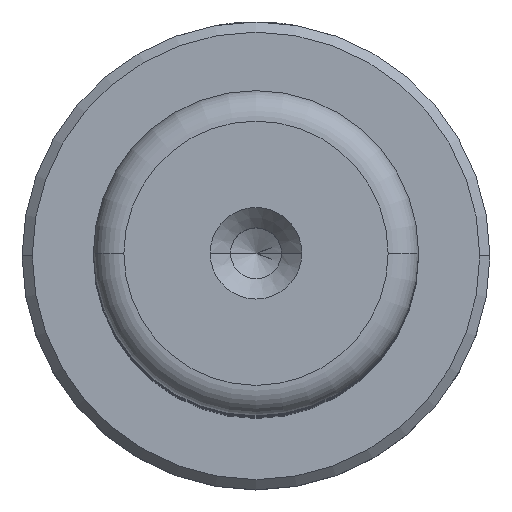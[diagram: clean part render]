
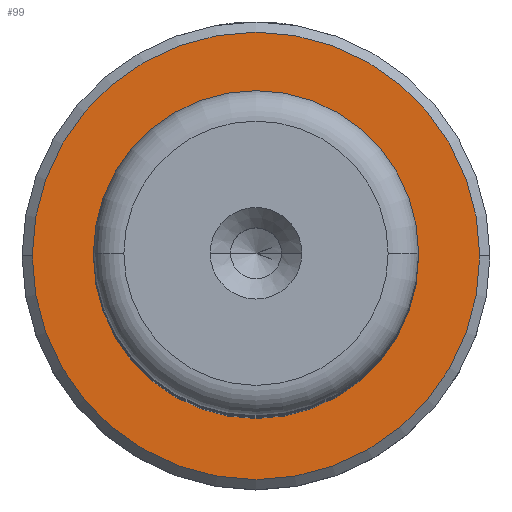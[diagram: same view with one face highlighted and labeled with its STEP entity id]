
A CAD part, top view. The second image highlights one B-rep face of the part: STEP entity #99.
In plain terms, the highlighted planar face has unit normal (0, 0, 1).
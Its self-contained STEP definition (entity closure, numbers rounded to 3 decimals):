
#41 = CARTESIAN_POINT ( 'NONE',  ( -11., 0., 15. ) ) ;
#99 = ADVANCED_FACE ( 'NONE', ( #1394, #151 ), #2556, .T. ) ;
#135 = DIRECTION ( 'NONE',  ( 0., 0., -1. ) ) ;
#137 = VERTEX_POINT ( 'NONE', #720 ) ;
#149 = EDGE_LOOP ( 'NONE', ( #2944, #1751 ) ) ;
#151 = FACE_BOUND ( 'NONE', #2537, .T. ) ;
#194 = CARTESIAN_POINT ( 'NONE',  ( 0., 0., 15. ) ) ;
#426 = DIRECTION ( 'NONE',  ( -1., 0., 0. ) ) ;
#498 = AXIS2_PLACEMENT_3D ( 'NONE', #194, #1836, #426 ) ;
#509 = CIRCLE ( 'NONE', #1538, 7.495 ) ;
#697 = CARTESIAN_POINT ( 'NONE',  ( 0., 0., 15. ) ) ;
#720 = CARTESIAN_POINT ( 'NONE',  ( 7.495, 0., 15. ) ) ;
#731 = EDGE_CURVE ( 'NONE', #137, #1173, #2755, .T. ) ;
#747 = ORIENTED_EDGE ( 'NONE', *, *, #731, .T. ) ;
#762 = EDGE_CURVE ( 'NONE', #1011, #2719, #1111, .T. ) ;
#849 = CIRCLE ( 'NONE', #2969, 11. ) ;
#864 = CARTESIAN_POINT ( 'NONE',  ( 11., 0., 15. ) ) ;
#934 = DIRECTION ( 'NONE',  ( 1., 0., 0. ) ) ;
#980 = EDGE_CURVE ( 'NONE', #1173, #137, #509, .T. ) ;
#1011 = VERTEX_POINT ( 'NONE', #864 ) ;
#1111 = CIRCLE ( 'NONE', #1594, 11. ) ;
#1173 = VERTEX_POINT ( 'NONE', #1482 ) ;
#1176 = CARTESIAN_POINT ( 'NONE',  ( 0., 0., 15. ) ) ;
#1394 = FACE_OUTER_BOUND ( 'NONE', #149, .T. ) ;
#1404 = CARTESIAN_POINT ( 'NONE',  ( 0., 0., 15. ) ) ;
#1419 = ORIENTED_EDGE ( 'NONE', *, *, #980, .T. ) ;
#1482 = CARTESIAN_POINT ( 'NONE',  ( -7.495, 0., 15. ) ) ;
#1538 = AXIS2_PLACEMENT_3D ( 'NONE', #1539, #135, #1778 ) ;
#1539 = CARTESIAN_POINT ( 'NONE',  ( 0., 0., 15. ) ) ;
#1594 = AXIS2_PLACEMENT_3D ( 'NONE', #697, #2308, #934 ) ;
#1630 = DIRECTION ( 'NONE',  ( 1., 0., 0. ) ) ;
#1642 = DIRECTION ( 'NONE',  ( 1., 0., 0. ) ) ;
#1751 = ORIENTED_EDGE ( 'NONE', *, *, #762, .T. ) ;
#1778 = DIRECTION ( 'NONE',  ( -1., 0., 0. ) ) ;
#1836 = DIRECTION ( 'NONE',  ( 0., 0., -1. ) ) ;
#2033 = EDGE_CURVE ( 'NONE', #2719, #1011, #849, .T. ) ;
#2280 = AXIS2_PLACEMENT_3D ( 'NONE', #1176, #2994, #1630 ) ;
#2308 = DIRECTION ( 'NONE',  ( 0., 0., 1. ) ) ;
#2537 = EDGE_LOOP ( 'NONE', ( #1419, #747 ) ) ;
#2556 = PLANE ( 'NONE',  #2280 ) ;
#2719 = VERTEX_POINT ( 'NONE', #41 ) ;
#2755 = CIRCLE ( 'NONE', #498, 7.495 ) ;
#2944 = ORIENTED_EDGE ( 'NONE', *, *, #2033, .T. ) ;
#2969 = AXIS2_PLACEMENT_3D ( 'NONE', #1404, #3000, #1642 ) ;
#2994 = DIRECTION ( 'NONE',  ( 0., 0., 1. ) ) ;
#3000 = DIRECTION ( 'NONE',  ( 0., 0., 1. ) ) ;
